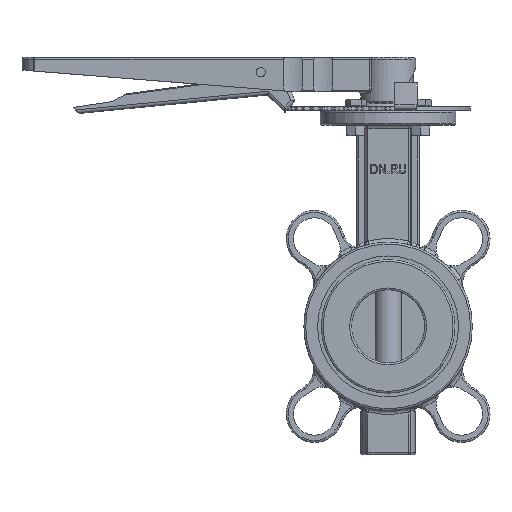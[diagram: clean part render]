
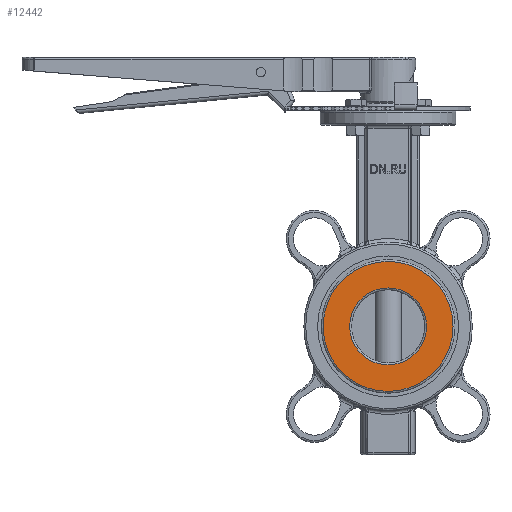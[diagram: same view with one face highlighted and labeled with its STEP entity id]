
A CAD part, top view. The second image highlights one B-rep face of the part: STEP entity #12442.
In plain terms, the highlighted planar face has unit normal (0, 0, 1).
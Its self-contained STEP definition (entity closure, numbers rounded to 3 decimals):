
#187=FACE_BOUND('',#2622,.T.);
#1136=CIRCLE('',#13579,21.);
#1140=CIRCLE('',#13584,35.5);
#1894=FACE_OUTER_BOUND('',#2621,.T.);
#2621=EDGE_LOOP('',(#9114));
#2622=EDGE_LOOP('',(#9115));
#5223=VERTEX_POINT('',#23719);
#5226=VERTEX_POINT('',#23727);
#6644=EDGE_CURVE('',#5223,#5223,#1136,.T.);
#6648=EDGE_CURVE('',#5226,#5226,#1140,.T.);
#9114=ORIENTED_EDGE('',*,*,#6648,.F.);
#9115=ORIENTED_EDGE('',*,*,#6644,.F.);
#11307=PLANE('',#13583);
#12442=ADVANCED_FACE('',(#1894,#187),#11307,.T.);
#13579=AXIS2_PLACEMENT_3D('',#23720,#15704,#15705);
#13583=AXIS2_PLACEMENT_3D('',#23726,#15712,#15713);
#13584=AXIS2_PLACEMENT_3D('',#23728,#15714,#15715);
#15704=DIRECTION('center_axis',(0.,0.,1.));
#15705=DIRECTION('ref_axis',(-1.,0.,0.));
#15712=DIRECTION('center_axis',(0.,0.,1.));
#15713=DIRECTION('ref_axis',(1.,0.,0.));
#15714=DIRECTION('center_axis',(0.,0.,-1.));
#15715=DIRECTION('ref_axis',(-1.,0.,0.));
#23719=CARTESIAN_POINT('',(21.,0.,22.5));
#23720=CARTESIAN_POINT('Origin',(0.,0.,22.5));
#23726=CARTESIAN_POINT('Origin',(0.,0.,22.5));
#23727=CARTESIAN_POINT('',(-35.5,0.,22.5));
#23728=CARTESIAN_POINT('Origin',(0.,0.,22.5));
